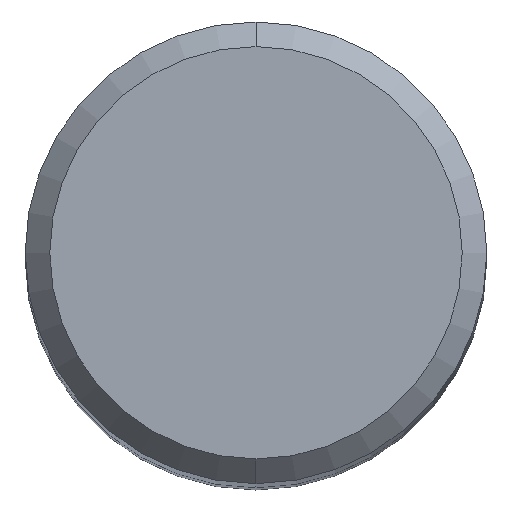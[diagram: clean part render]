
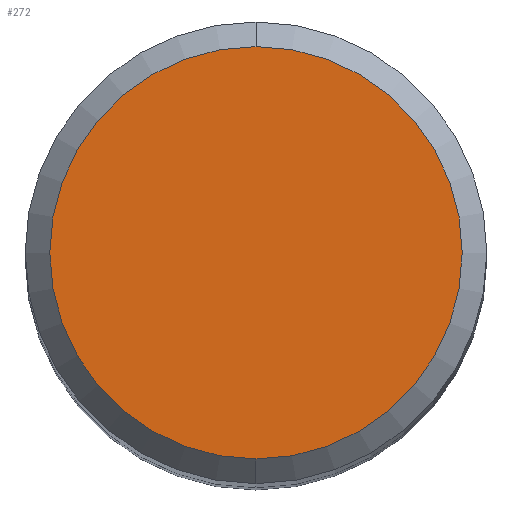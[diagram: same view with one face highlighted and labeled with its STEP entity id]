
A CAD part, top view. The second image highlights one B-rep face of the part: STEP entity #272.
In plain terms, the highlighted planar face has unit normal (0, 0, 1).
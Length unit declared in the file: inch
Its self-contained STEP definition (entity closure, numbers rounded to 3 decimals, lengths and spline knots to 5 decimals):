
#2 = CARTESIAN_POINT ( 'NONE',  ( 0., 0., 0. ) ) ;
#7 = DIRECTION ( 'NONE',  ( 0., -1., 0. ) ) ;
#9 = DIRECTION ( 'NONE',  ( 0., 1., 0. ) ) ;
#10 = EDGE_LOOP ( 'NONE', ( #252, #114 ) ) ;
#73 = VERTEX_POINT ( 'NONE', #226 ) ;
#97 = CARTESIAN_POINT ( 'NONE',  ( 0., 0.1675, 0. ) ) ;
#103 = AXIS2_PLACEMENT_3D ( 'NONE', #207, #144, #9 ) ;
#114 = ORIENTED_EDGE ( 'NONE', *, *, #365, .T. ) ;
#144 = DIRECTION ( 'NONE',  ( 0., 0., -1. ) ) ;
#183 = CIRCLE ( 'NONE', #293, 0.1675 ) ;
#207 = CARTESIAN_POINT ( 'NONE',  ( 0., 0.1675, 0. ) ) ;
#214 = VERTEX_POINT ( 'NONE', #97 ) ;
#226 = CARTESIAN_POINT ( 'NONE',  ( 0., -0.1675, 0. ) ) ;
#235 = FACE_OUTER_BOUND ( 'NONE', #10, .T. ) ;
#239 = PLANE ( 'NONE',  #103 ) ;
#245 = DIRECTION ( 'NONE',  ( 0., -1., 0. ) ) ;
#252 = ORIENTED_EDGE ( 'NONE', *, *, #286, .T. ) ;
#272 = ADVANCED_FACE ( 'NONE', ( #235 ), #239, .F. ) ;
#274 = CARTESIAN_POINT ( 'NONE',  ( 0., 0., 0. ) ) ;
#286 = EDGE_CURVE ( 'NONE', #214, #73, #183, .T. ) ;
#293 = AXIS2_PLACEMENT_3D ( 'NONE', #274, #395, #245 ) ;
#303 = DIRECTION ( 'NONE',  ( 0., 0., 1. ) ) ;
#316 = AXIS2_PLACEMENT_3D ( 'NONE', #2, #303, #7 ) ;
#365 = EDGE_CURVE ( 'NONE', #73, #214, #397, .T. ) ;
#395 = DIRECTION ( 'NONE',  ( 0., 0., 1. ) ) ;
#397 = CIRCLE ( 'NONE', #316, 0.1675 ) ;
